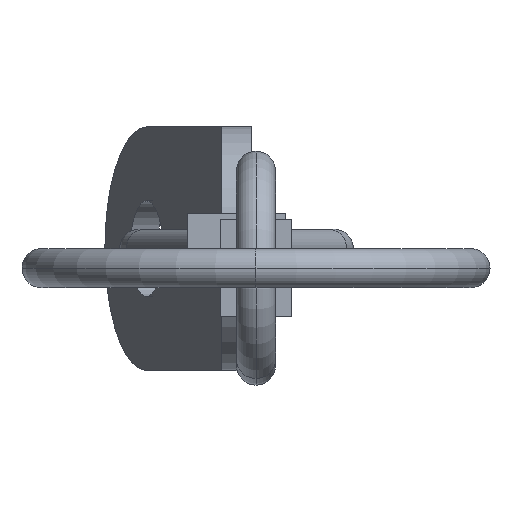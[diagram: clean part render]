
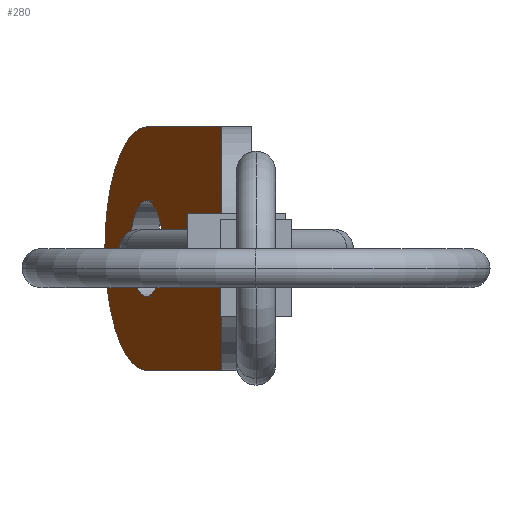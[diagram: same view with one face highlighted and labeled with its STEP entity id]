
A CAD part, left-side view. The second image highlights one B-rep face of the part: STEP entity #280.
In plain terms, the highlighted planar face has unit normal (-0.342, 0.94, 0).
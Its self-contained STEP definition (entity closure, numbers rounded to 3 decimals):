
#280=ADVANCED_FACE('',(#605,#606),#607,.T.);
#284=VERTEX_POINT('',#612);
#290=VERTEX_POINT('',#618);
#292=EDGE_CURVE('',#290,#284,#620,.T.);
#346=VERTEX_POINT('',#674);
#350=VERTEX_POINT('',#678);
#352=EDGE_CURVE('',#346,#350,#680,.T.);
#364=VERTEX_POINT('',#692);
#366=EDGE_CURVE('',#364,#350,#694,.T.);
#384=VERTEX_POINT('',#712);
#386=EDGE_CURVE('',#384,#364,#714,.T.);
#390=EDGE_CURVE('',#284,#290,#718,.T.);
#392=EDGE_CURVE('',#346,#384,#720,.T.);
#605=FACE_OUTER_BOUND('',#926,.T.);
#606=FACE_BOUND('',#927,.T.);
#607=PLANE('',#928);
#612=CARTESIAN_POINT('',(220.156,6.451,1.0));
#618=CARTESIAN_POINT('',(215.552,4.775,1.0));
#620=CIRCLE('',#944,2.45);
#674=CARTESIAN_POINT('',(207.24,1.75,-5.25));
#678=CARTESIAN_POINT('',(217.854,5.613,-5.25));
#680=LINE('',#1030,#1031);
#692=CARTESIAN_POINT('',(217.854,5.613,7.25));
#694=CIRCLE('',#1051,6.25);
#712=CARTESIAN_POINT('',(207.24,1.75,7.25));
#714=LINE('',#1081,#1082);
#718=CIRCLE('',#1089,2.45);
#720=LINE('',#1092,#1093);
#926=EDGE_LOOP('',(#1662,#1663,#1664,#1665));
#927=EDGE_LOOP('',(#1666,#1667));
#928=AXIS2_PLACEMENT_3D('',#1668,#1669,#1670);
#944=AXIS2_PLACEMENT_3D('',#1680,#1681,#1682);
#1030=CARTESIAN_POINT('',(207.24,1.75,-5.25));
#1031=VECTOR('',#1713,1.0);
#1051=AXIS2_PLACEMENT_3D('',#1719,#1720,#1721);
#1081=CARTESIAN_POINT('',(207.24,1.75,7.25));
#1082=VECTOR('',#1734,1.0);
#1089=AXIS2_PLACEMENT_3D('',#1736,#1737,#1738);
#1092=CARTESIAN_POINT('',(207.24,1.75,-5.25));
#1093=VECTOR('',#1739,1.0);
#1662=ORIENTED_EDGE('',*,*,#366,.T.);
#1663=ORIENTED_EDGE('',*,*,#352,.F.);
#1664=ORIENTED_EDGE('',*,*,#392,.T.);
#1665=ORIENTED_EDGE('',*,*,#386,.T.);
#1666=ORIENTED_EDGE('',*,*,#292,.T.);
#1667=ORIENTED_EDGE('',*,*,#390,.T.);
#1668=CARTESIAN_POINT('',(207.24,1.75,-5.25));
#1669=DIRECTION('',(-0.342,0.94,0.0));
#1670=DIRECTION('',(0.0,0.0,1.0));
#1680=CARTESIAN_POINT('',(217.854,5.613,1.0));
#1681=DIRECTION('',(0.342,-0.94,0.0));
#1682=DIRECTION('',(0.0,0.0,-1.0));
#1713=DIRECTION('',(0.94,0.342,0.0));
#1719=CARTESIAN_POINT('',(217.854,5.613,1.0));
#1720=DIRECTION('',(-0.342,0.94,0.));
#1721=DIRECTION('',(0.94,0.342,0.));
#1734=DIRECTION('',(0.94,0.342,0.0));
#1736=CARTESIAN_POINT('',(217.854,5.613,1.0));
#1737=DIRECTION('',(0.342,-0.94,0.0));
#1738=DIRECTION('',(0.0,0.0,-1.0));
#1739=DIRECTION('',(0.0,0.0,1.0));
